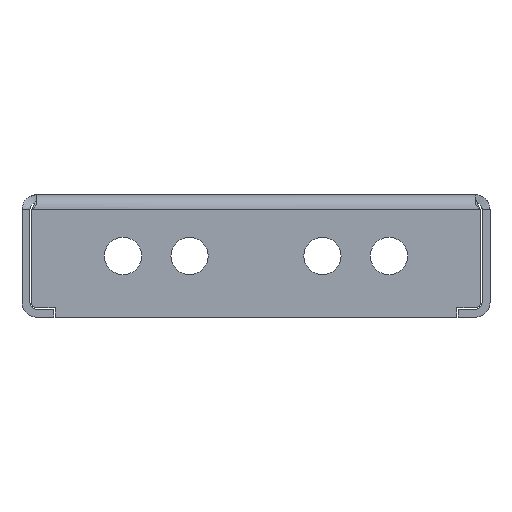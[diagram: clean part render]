
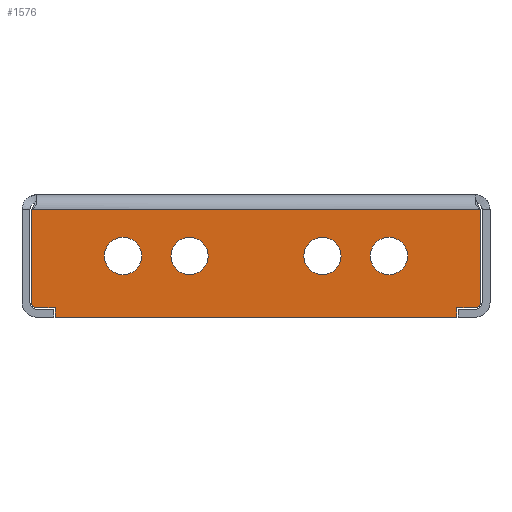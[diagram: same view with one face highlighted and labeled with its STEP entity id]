
A CAD part, front view. The second image highlights one B-rep face of the part: STEP entity #1576.
In plain terms, the highlighted planar face has unit normal (0, -1, 0).
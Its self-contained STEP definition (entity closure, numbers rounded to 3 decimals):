
#882=FACE_BOUND('',#3884,.T.);
#883=FACE_BOUND('',#3885,.T.);
#884=FACE_BOUND('',#3886,.T.);
#885=FACE_BOUND('',#3887,.T.);
#886=FACE_BOUND('',#3888,.T.);
#1576=ADVANCED_FACE('',(#882,#883,#884,#885,#886),#2112,.F.);
#2112=PLANE('',#15035);
#3884=EDGE_LOOP('',(#10588));
#3885=EDGE_LOOP('',(#10589));
#3886=EDGE_LOOP('',(#10590));
#3887=EDGE_LOOP('',(#10591));
#3888=EDGE_LOOP('',(#10592,#10593,#10594,#10595,#10596,#10597,#10598,#10599,
#10600,#10601));
#5436=LINE('',#22434,#6988);
#5440=LINE('',#22443,#6992);
#5443=LINE('',#22449,#6995);
#5446=LINE('',#22455,#6998);
#5449=LINE('',#22461,#7001);
#5452=LINE('',#22467,#7004);
#5457=LINE('',#22484,#7009);
#5458=LINE('',#22494,#7010);
#6988=VECTOR('',#18323,1.);
#6992=VECTOR('',#18331,1.);
#6995=VECTOR('',#18336,1.);
#6998=VECTOR('',#18341,1.);
#7001=VECTOR('',#18346,1.);
#7004=VECTOR('',#18351,1.);
#7009=VECTOR('',#18370,1.);
#7010=VECTOR('',#18381,1.);
#10588=ORIENTED_EDGE('',*,*,#13814,.F.);
#10589=ORIENTED_EDGE('',*,*,#13815,.F.);
#10590=ORIENTED_EDGE('',*,*,#13816,.F.);
#10591=ORIENTED_EDGE('',*,*,#13817,.F.);
#10592=ORIENTED_EDGE('',*,*,#13788,.F.);
#10593=ORIENTED_EDGE('',*,*,#13818,.F.);
#10594=ORIENTED_EDGE('',*,*,#13807,.F.);
#10595=ORIENTED_EDGE('',*,*,#13804,.F.);
#10596=ORIENTED_EDGE('',*,*,#13801,.F.);
#10597=ORIENTED_EDGE('',*,*,#13798,.F.);
#10598=ORIENTED_EDGE('',*,*,#13795,.F.);
#10599=ORIENTED_EDGE('',*,*,#13792,.F.);
#10600=ORIENTED_EDGE('',*,*,#13811,.F.);
#10601=ORIENTED_EDGE('',*,*,#13813,.F.);
#11965=VERTEX_POINT('',#22359);
#11970=VERTEX_POINT('',#22407);
#11974=VERTEX_POINT('',#22442);
#11975=VERTEX_POINT('',#22444);
#11977=VERTEX_POINT('',#22450);
#11979=VERTEX_POINT('',#22456);
#11981=VERTEX_POINT('',#22462);
#11983=VERTEX_POINT('',#22468);
#11985=VERTEX_POINT('',#22474);
#11987=VERTEX_POINT('',#22480);
#11988=VERTEX_POINT('',#22487);
#11989=VERTEX_POINT('',#22489);
#11990=VERTEX_POINT('',#22491);
#11991=VERTEX_POINT('',#22493);
#13788=EDGE_CURVE('',#11970,#11965,#5436,.T.);
#13792=EDGE_CURVE('',#11974,#11975,#5440,.T.);
#13795=EDGE_CURVE('',#11975,#11977,#5443,.T.);
#13798=EDGE_CURVE('',#11977,#11979,#5446,.T.);
#13801=EDGE_CURVE('',#11979,#11981,#5449,.T.);
#13804=EDGE_CURVE('',#11981,#11983,#5452,.T.);
#13807=EDGE_CURVE('',#11983,#11985,#14119,.T.);
#13811=EDGE_CURVE('',#11987,#11974,#14121,.T.);
#13813=EDGE_CURVE('',#11965,#11987,#5457,.T.);
#13814=EDGE_CURVE('',#11988,#11988,#14122,.T.);
#13815=EDGE_CURVE('',#11989,#11989,#14123,.T.);
#13816=EDGE_CURVE('',#11990,#11990,#14124,.T.);
#13817=EDGE_CURVE('',#11991,#11991,#14125,.T.);
#13818=EDGE_CURVE('',#11985,#11970,#5458,.T.);
#14119=CIRCLE('',#15025,1.);
#14121=CIRCLE('',#15028,1.);
#14122=CIRCLE('',#15031,3.5);
#14123=CIRCLE('',#15032,3.5);
#14124=CIRCLE('',#15033,3.5);
#14125=CIRCLE('',#15034,3.5);
#15025=AXIS2_PLACEMENT_3D('',#22473,#18357,#18358);
#15028=AXIS2_PLACEMENT_3D('',#22481,#18365,#18366);
#15031=AXIS2_PLACEMENT_3D('',#22486,#18373,#18374);
#15032=AXIS2_PLACEMENT_3D('',#22488,#18375,#18376);
#15033=AXIS2_PLACEMENT_3D('',#22490,#18377,#18378);
#15034=AXIS2_PLACEMENT_3D('',#22492,#18379,#18380);
#15035=AXIS2_PLACEMENT_3D('',#22495,#18382,#18383);
#18323=DIRECTION('',(1.,0.,0.));
#18331=DIRECTION('',(-1.,0.,0.));
#18336=DIRECTION('',(0.,0.,-1.));
#18341=DIRECTION('',(-1.,0.,0.));
#18346=DIRECTION('',(0.,0.,1.));
#18351=DIRECTION('',(-1.,0.,0.));
#18357=DIRECTION('',(0.,1.,0.));
#18358=DIRECTION('',(-1.,0.,0.));
#18365=DIRECTION('',(0.,1.,0.));
#18366=DIRECTION('',(-1.,0.,0.));
#18370=DIRECTION('',(0.,0.,-1.));
#18373=DIRECTION('',(0.,-1.,0.));
#18374=DIRECTION('',(1.,0.,0.));
#18375=DIRECTION('',(0.,-1.,0.));
#18376=DIRECTION('',(1.,0.,0.));
#18377=DIRECTION('',(0.,-1.,0.));
#18378=DIRECTION('',(1.,0.,0.));
#18379=DIRECTION('',(0.,-1.,0.));
#18380=DIRECTION('',(1.,0.,0.));
#18381=DIRECTION('',(0.,0.,1.));
#18382=DIRECTION('',(0.,1.,0.));
#18383=DIRECTION('',(0.,0.,1.));
#22359=CARTESIAN_POINT('',(42.25,-202.5,-1.));
#22407=CARTESIAN_POINT('',(-42.25,-202.5,-1.));
#22434=CARTESIAN_POINT('',(-41.25,-202.5,-1.));
#22442=CARTESIAN_POINT('',(41.25,-202.5,-19.5));
#22443=CARTESIAN_POINT('',(41.25,-202.5,-19.5));
#22444=CARTESIAN_POINT('',(37.75,-202.5,-19.5));
#22449=CARTESIAN_POINT('',(37.75,-202.5,-19.5));
#22450=CARTESIAN_POINT('',(37.75,-202.5,-21.25));
#22455=CARTESIAN_POINT('',(37.75,-202.5,-21.25));
#22456=CARTESIAN_POINT('',(-37.75,-202.5,-21.25));
#22461=CARTESIAN_POINT('',(-37.75,-202.5,-21.25));
#22462=CARTESIAN_POINT('',(-37.75,-202.5,-19.5));
#22467=CARTESIAN_POINT('',(-37.75,-202.5,-19.5));
#22468=CARTESIAN_POINT('',(-41.25,-202.5,-19.5));
#22473=CARTESIAN_POINT('',(-41.25,-202.5,-18.5));
#22474=CARTESIAN_POINT('',(-42.25,-202.5,-18.5));
#22480=CARTESIAN_POINT('',(42.25,-202.5,-18.5));
#22481=CARTESIAN_POINT('',(41.25,-202.5,-18.5));
#22484=CARTESIAN_POINT('',(42.25,-202.5,-1.));
#22486=CARTESIAN_POINT('',(25.,-202.5,-9.75));
#22487=CARTESIAN_POINT('',(28.5,-202.5,-9.75));
#22488=CARTESIAN_POINT('',(-12.5,-202.5,-9.75));
#22489=CARTESIAN_POINT('',(-9.,-202.5,-9.75));
#22490=CARTESIAN_POINT('',(-25.,-202.5,-9.75));
#22491=CARTESIAN_POINT('',(-21.5,-202.5,-9.75));
#22492=CARTESIAN_POINT('',(12.5,-202.5,-9.75));
#22493=CARTESIAN_POINT('',(16.,-202.5,-9.75));
#22494=CARTESIAN_POINT('',(-42.25,-202.5,-18.5));
#22495=CARTESIAN_POINT('',(-41.25,-202.5,-18.5));
